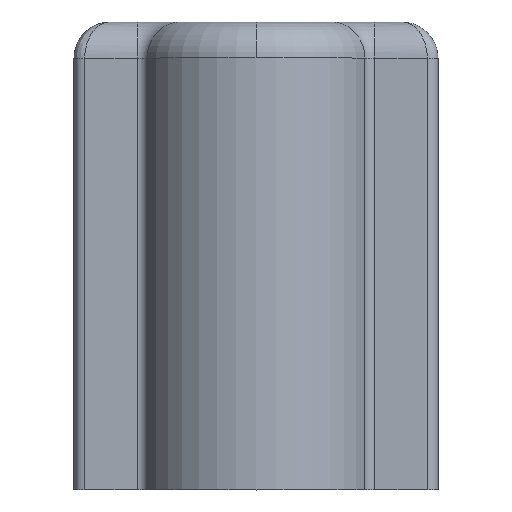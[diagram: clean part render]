
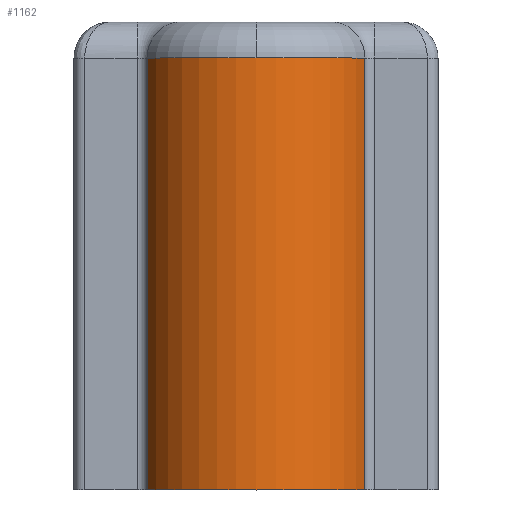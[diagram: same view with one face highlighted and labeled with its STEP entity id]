
A CAD part, top view. The second image highlights one B-rep face of the part: STEP entity #1162.
In plain terms, the highlighted cylindrical face has radius 3.25 mm (diameter 6.5 mm), a partial arc.
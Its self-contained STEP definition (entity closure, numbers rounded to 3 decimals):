
#4 = CARTESIAN_POINT ( 'NONE',  ( 3.024, 0., 1.19 ) ) ;
#9 = CARTESIAN_POINT ( 'NONE',  ( 0., 12., 0. ) ) ;
#77 = LINE ( 'NONE', #183, #514 ) ;
#94 = ORIENTED_EDGE ( 'NONE', *, *, #1100, .T. ) ;
#120 = VERTEX_POINT ( 'NONE', #148 ) ;
#148 = CARTESIAN_POINT ( 'NONE',  ( -3.024, 12., 1.19 ) ) ;
#183 = CARTESIAN_POINT ( 'NONE',  ( 3.024, 13., 1.19 ) ) ;
#213 = CARTESIAN_POINT ( 'NONE',  ( 3.024, 12., 1.19 ) ) ;
#262 = CIRCLE ( 'NONE', #526, 3.25 ) ;
#316 = EDGE_CURVE ( 'NONE', #433, #120, #262, .T. ) ;
#329 = CYLINDRICAL_SURFACE ( 'NONE', #544, 3.25 ) ;
#341 = CARTESIAN_POINT ( 'NONE',  ( 0., 0., 0. ) ) ;
#370 = DIRECTION ( 'NONE',  ( 0., 0., -1. ) ) ;
#433 = VERTEX_POINT ( 'NONE', #563 ) ;
#473 = DIRECTION ( 'NONE',  ( 0., 1., 0. ) ) ;
#476 = DIRECTION ( 'NONE',  ( 0., -1., 0. ) ) ;
#488 = ORIENTED_EDGE ( 'NONE', *, *, #316, .T. ) ;
#491 = EDGE_CURVE ( 'NONE', #749, #879, #77, .T. ) ;
#502 = CARTESIAN_POINT ( 'NONE',  ( -3.024, 0., 1.19 ) ) ;
#514 = VECTOR ( 'NONE', #473, 1000. ) ;
#526 = AXIS2_PLACEMENT_3D ( 'NONE', #9, #948, #1034 ) ;
#530 = ORIENTED_EDGE ( 'NONE', *, *, #491, .T. ) ;
#544 = AXIS2_PLACEMENT_3D ( 'NONE', #711, #476, #370 ) ;
#563 = CARTESIAN_POINT ( 'NONE',  ( 0., 12., 3.25 ) ) ;
#581 = LINE ( 'NONE', #687, #796 ) ;
#609 = DIRECTION ( 'NONE',  ( 0., 0., 1. ) ) ;
#612 = EDGE_CURVE ( 'NONE', #120, #969, #581, .T. ) ;
#625 = CIRCLE ( 'NONE', #760, 3.25 ) ;
#656 = AXIS2_PLACEMENT_3D ( 'NONE', #739, #839, #1211 ) ;
#669 = ORIENTED_EDGE ( 'NONE', *, *, #830, .T. ) ;
#687 = CARTESIAN_POINT ( 'NONE',  ( -3.024, 13., 1.19 ) ) ;
#704 = FACE_OUTER_BOUND ( 'NONE', #1212, .T. ) ;
#711 = CARTESIAN_POINT ( 'NONE',  ( 0., 13., 0. ) ) ;
#739 = CARTESIAN_POINT ( 'NONE',  ( 0., 12., 0. ) ) ;
#749 = VERTEX_POINT ( 'NONE', #4 ) ;
#760 = AXIS2_PLACEMENT_3D ( 'NONE', #341, #1176, #609 ) ;
#796 = VECTOR ( 'NONE', #958, 1000. ) ;
#830 = EDGE_CURVE ( 'NONE', #879, #433, #1118, .T. ) ;
#839 = DIRECTION ( 'NONE',  ( 0., -1., 0. ) ) ;
#879 = VERTEX_POINT ( 'NONE', #213 ) ;
#948 = DIRECTION ( 'NONE',  ( 0., -1., 0. ) ) ;
#958 = DIRECTION ( 'NONE',  ( 0., -1., 0. ) ) ;
#969 = VERTEX_POINT ( 'NONE', #502 ) ;
#1034 = DIRECTION ( 'NONE',  ( 0., 0., 1. ) ) ;
#1088 = ORIENTED_EDGE ( 'NONE', *, *, #612, .T. ) ;
#1100 = EDGE_CURVE ( 'NONE', #969, #749, #625, .T. ) ;
#1118 = CIRCLE ( 'NONE', #656, 3.25 ) ;
#1162 = ADVANCED_FACE ( 'NONE', ( #704 ), #329, .T. ) ;
#1176 = DIRECTION ( 'NONE',  ( 0., 1., 0. ) ) ;
#1211 = DIRECTION ( 'NONE',  ( 0., 0., 1. ) ) ;
#1212 = EDGE_LOOP ( 'NONE', ( #530, #669, #488, #1088, #94 ) ) ;
